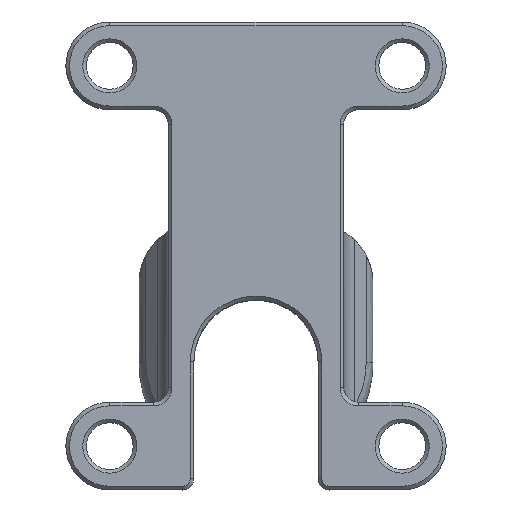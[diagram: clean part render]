
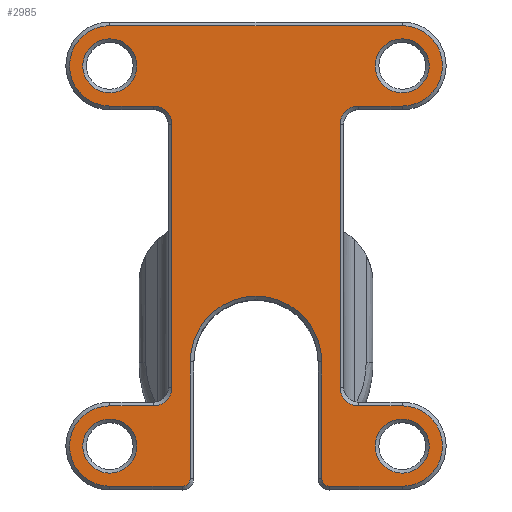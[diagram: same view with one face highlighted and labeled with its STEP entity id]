
A CAD part, top view. The second image highlights one B-rep face of the part: STEP entity #2985.
In plain terms, the highlighted planar face has unit normal (0, 0, 1).
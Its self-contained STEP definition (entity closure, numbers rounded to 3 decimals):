
#219=FACE_BOUND('',#472,.T.);
#220=FACE_BOUND('',#473,.T.);
#221=FACE_BOUND('',#474,.T.);
#222=FACE_BOUND('',#475,.T.);
#232=PLANE('',#3186);
#288=FACE_OUTER_BOUND('',#471,.T.);
#471=EDGE_LOOP('',(#2036,#2037,#2038,#2039,#2040,#2041,#2042,#2043,#2044,
#2045,#2046,#2047,#2048,#2049,#2050,#2051,#2052,#2053,#2054,#2055,#2056,
#2057));
#472=EDGE_LOOP('',(#2058));
#473=EDGE_LOOP('',(#2059));
#474=EDGE_LOOP('',(#2060));
#475=EDGE_LOOP('',(#2061));
#667=LINE('',#4488,#892);
#668=LINE('',#4492,#893);
#669=LINE('',#4496,#894);
#670=LINE('',#4500,#895);
#671=LINE('',#4504,#896);
#672=LINE('',#4508,#897);
#673=LINE('',#4512,#898);
#674=LINE('',#4516,#899);
#675=LINE('',#4520,#900);
#676=LINE('',#4524,#901);
#677=LINE('',#4527,#902);
#892=VECTOR('',#3553,10.);
#893=VECTOR('',#3556,10.);
#894=VECTOR('',#3559,10.);
#895=VECTOR('',#3562,10.);
#896=VECTOR('',#3565,10.);
#897=VECTOR('',#3568,10.);
#898=VECTOR('',#3571,10.);
#899=VECTOR('',#3574,10.);
#900=VECTOR('',#3577,10.);
#901=VECTOR('',#3580,10.);
#902=VECTOR('',#3583,10.);
#1116=CIRCLE('',#3183,1.85);
#1119=CIRCLE('',#3187,1.25);
#1120=CIRCLE('',#3188,2.75);
#1121=CIRCLE('',#3189,2.75);
#1122=CIRCLE('',#3190,1.25);
#1123=CIRCLE('',#3191,1.25);
#1124=CIRCLE('',#3192,2.75);
#1125=CIRCLE('',#3193,0.55);
#1126=CIRCLE('',#3194,4.5);
#1127=CIRCLE('',#3195,0.55);
#1128=CIRCLE('',#3196,2.75);
#1129=CIRCLE('',#3197,1.25);
#1130=CIRCLE('',#3198,1.85);
#1131=CIRCLE('',#3199,1.85);
#1132=CIRCLE('',#3200,1.85);
#1277=VERTEX_POINT('',#4476);
#1280=VERTEX_POINT('',#4484);
#1281=VERTEX_POINT('',#4485);
#1282=VERTEX_POINT('',#4487);
#1283=VERTEX_POINT('',#4489);
#1284=VERTEX_POINT('',#4491);
#1285=VERTEX_POINT('',#4493);
#1286=VERTEX_POINT('',#4495);
#1287=VERTEX_POINT('',#4497);
#1288=VERTEX_POINT('',#4499);
#1289=VERTEX_POINT('',#4501);
#1290=VERTEX_POINT('',#4503);
#1291=VERTEX_POINT('',#4505);
#1292=VERTEX_POINT('',#4507);
#1293=VERTEX_POINT('',#4509);
#1294=VERTEX_POINT('',#4511);
#1295=VERTEX_POINT('',#4513);
#1296=VERTEX_POINT('',#4515);
#1297=VERTEX_POINT('',#4517);
#1298=VERTEX_POINT('',#4519);
#1299=VERTEX_POINT('',#4521);
#1300=VERTEX_POINT('',#4523);
#1301=VERTEX_POINT('',#4525);
#1302=VERTEX_POINT('',#4528);
#1303=VERTEX_POINT('',#4530);
#1304=VERTEX_POINT('',#4532);
#1562=EDGE_CURVE('',#1277,#1277,#1116,.T.);
#1566=EDGE_CURVE('',#1280,#1281,#1119,.T.);
#1567=EDGE_CURVE('',#1282,#1280,#667,.T.);
#1568=EDGE_CURVE('',#1283,#1282,#1120,.T.);
#1569=EDGE_CURVE('',#1284,#1283,#668,.T.);
#1570=EDGE_CURVE('',#1285,#1284,#1121,.T.);
#1571=EDGE_CURVE('',#1286,#1285,#669,.T.);
#1572=EDGE_CURVE('',#1287,#1286,#1122,.T.);
#1573=EDGE_CURVE('',#1288,#1287,#670,.T.);
#1574=EDGE_CURVE('',#1289,#1288,#1123,.T.);
#1575=EDGE_CURVE('',#1290,#1289,#671,.T.);
#1576=EDGE_CURVE('',#1291,#1290,#1124,.T.);
#1577=EDGE_CURVE('',#1292,#1291,#672,.T.);
#1578=EDGE_CURVE('',#1293,#1292,#1125,.T.);
#1579=EDGE_CURVE('',#1294,#1293,#673,.T.);
#1580=EDGE_CURVE('',#1295,#1294,#1126,.T.);
#1581=EDGE_CURVE('',#1296,#1295,#674,.T.);
#1582=EDGE_CURVE('',#1297,#1296,#1127,.T.);
#1583=EDGE_CURVE('',#1298,#1297,#675,.T.);
#1584=EDGE_CURVE('',#1299,#1298,#1128,.T.);
#1585=EDGE_CURVE('',#1300,#1299,#676,.T.);
#1586=EDGE_CURVE('',#1301,#1300,#1129,.T.);
#1587=EDGE_CURVE('',#1281,#1301,#677,.T.);
#1588=EDGE_CURVE('',#1302,#1302,#1130,.T.);
#1589=EDGE_CURVE('',#1303,#1303,#1131,.T.);
#1590=EDGE_CURVE('',#1304,#1304,#1132,.T.);
#2036=ORIENTED_EDGE('',*,*,#1566,.F.);
#2037=ORIENTED_EDGE('',*,*,#1567,.F.);
#2038=ORIENTED_EDGE('',*,*,#1568,.F.);
#2039=ORIENTED_EDGE('',*,*,#1569,.F.);
#2040=ORIENTED_EDGE('',*,*,#1570,.F.);
#2041=ORIENTED_EDGE('',*,*,#1571,.F.);
#2042=ORIENTED_EDGE('',*,*,#1572,.F.);
#2043=ORIENTED_EDGE('',*,*,#1573,.F.);
#2044=ORIENTED_EDGE('',*,*,#1574,.F.);
#2045=ORIENTED_EDGE('',*,*,#1575,.F.);
#2046=ORIENTED_EDGE('',*,*,#1576,.F.);
#2047=ORIENTED_EDGE('',*,*,#1577,.F.);
#2048=ORIENTED_EDGE('',*,*,#1578,.F.);
#2049=ORIENTED_EDGE('',*,*,#1579,.F.);
#2050=ORIENTED_EDGE('',*,*,#1580,.F.);
#2051=ORIENTED_EDGE('',*,*,#1581,.F.);
#2052=ORIENTED_EDGE('',*,*,#1582,.F.);
#2053=ORIENTED_EDGE('',*,*,#1583,.F.);
#2054=ORIENTED_EDGE('',*,*,#1584,.F.);
#2055=ORIENTED_EDGE('',*,*,#1585,.F.);
#2056=ORIENTED_EDGE('',*,*,#1586,.F.);
#2057=ORIENTED_EDGE('',*,*,#1587,.F.);
#2058=ORIENTED_EDGE('',*,*,#1588,.F.);
#2059=ORIENTED_EDGE('',*,*,#1589,.F.);
#2060=ORIENTED_EDGE('',*,*,#1590,.F.);
#2061=ORIENTED_EDGE('',*,*,#1562,.F.);
#2985=ADVANCED_FACE('',(#288,#219,#220,#221,#222),#232,.T.);
#3183=AXIS2_PLACEMENT_3D('',#4477,#3542,#3543);
#3186=AXIS2_PLACEMENT_3D('',#4483,#3549,#3550);
#3187=AXIS2_PLACEMENT_3D('',#4486,#3551,#3552);
#3188=AXIS2_PLACEMENT_3D('',#4490,#3554,#3555);
#3189=AXIS2_PLACEMENT_3D('',#4494,#3557,#3558);
#3190=AXIS2_PLACEMENT_3D('',#4498,#3560,#3561);
#3191=AXIS2_PLACEMENT_3D('',#4502,#3563,#3564);
#3192=AXIS2_PLACEMENT_3D('',#4506,#3566,#3567);
#3193=AXIS2_PLACEMENT_3D('',#4510,#3569,#3570);
#3194=AXIS2_PLACEMENT_3D('',#4514,#3572,#3573);
#3195=AXIS2_PLACEMENT_3D('',#4518,#3575,#3576);
#3196=AXIS2_PLACEMENT_3D('',#4522,#3578,#3579);
#3197=AXIS2_PLACEMENT_3D('',#4526,#3581,#3582);
#3198=AXIS2_PLACEMENT_3D('',#4529,#3584,#3585);
#3199=AXIS2_PLACEMENT_3D('',#4531,#3586,#3587);
#3200=AXIS2_PLACEMENT_3D('',#4533,#3588,#3589);
#3542=DIRECTION('center_axis',(0.,0.,1.));
#3543=DIRECTION('ref_axis',(-1.,0.,0.));
#3549=DIRECTION('center_axis',(0.,0.,1.));
#3550=DIRECTION('ref_axis',(-1.,0.,0.));
#3551=DIRECTION('center_axis',(0.,0.,1.));
#3552=DIRECTION('ref_axis',(-0.707,0.707,0.));
#3553=DIRECTION('',(-1.,0.,0.));
#3554=DIRECTION('center_axis',(0.,0.,-1.));
#3555=DIRECTION('ref_axis',(0.,1.,0.));
#3556=DIRECTION('',(1.,0.,0.));
#3557=DIRECTION('center_axis',(0.,0.,-1.));
#3558=DIRECTION('ref_axis',(0.,-1.,0.));
#3559=DIRECTION('',(-1.,0.,0.));
#3560=DIRECTION('center_axis',(0.,0.,1.));
#3561=DIRECTION('ref_axis',(0.707,0.707,0.));
#3562=DIRECTION('',(0.,1.,0.));
#3563=DIRECTION('center_axis',(0.,0.,1.));
#3564=DIRECTION('ref_axis',(0.707,-0.707,0.));
#3565=DIRECTION('',(1.,0.,0.));
#3566=DIRECTION('center_axis',(0.,0.,-1.));
#3567=DIRECTION('ref_axis',(-1.,0.,0.));
#3568=DIRECTION('',(-1.,0.,0.));
#3569=DIRECTION('center_axis',(0.,0.,-1.));
#3570=DIRECTION('ref_axis',(0.707,-0.707,0.));
#3571=DIRECTION('',(0.,-1.,0.));
#3572=DIRECTION('center_axis',(0.,0.,1.));
#3573=DIRECTION('ref_axis',(1.,0.,0.));
#3574=DIRECTION('',(0.,1.,0.));
#3575=DIRECTION('center_axis',(0.,0.,-1.));
#3576=DIRECTION('ref_axis',(-0.707,-0.707,0.));
#3577=DIRECTION('',(-1.,0.,0.));
#3578=DIRECTION('center_axis',(0.,0.,-1.));
#3579=DIRECTION('ref_axis',(1.,0.,0.));
#3580=DIRECTION('',(1.,0.,0.));
#3581=DIRECTION('center_axis',(0.,0.,1.));
#3582=DIRECTION('ref_axis',(-0.707,-0.707,0.));
#3583=DIRECTION('',(0.,-1.,0.));
#3584=DIRECTION('center_axis',(0.,0.,1.));
#3585=DIRECTION('ref_axis',(1.,0.,0.));
#3586=DIRECTION('center_axis',(0.,0.,1.));
#3587=DIRECTION('ref_axis',(1.,0.,0.));
#3588=DIRECTION('center_axis',(0.,0.,1.));
#3589=DIRECTION('ref_axis',(1.,0.,0.));
#4476=CARTESIAN_POINT('',(11.85,-13.,3.));
#4477=CARTESIAN_POINT('Origin',(10.,-13.,3.));
#4483=CARTESIAN_POINT('Origin',(1.79,-14.662,3.));
#4484=CARTESIAN_POINT('',(7.,10.25,3.));
#4485=CARTESIAN_POINT('',(5.75,9.,3.));
#4486=CARTESIAN_POINT('Origin',(7.,9.,3.));
#4487=CARTESIAN_POINT('',(10.,10.25,3.));
#4488=CARTESIAN_POINT('',(3.895,10.25,3.));
#4489=CARTESIAN_POINT('',(10.,15.75,3.));
#4490=CARTESIAN_POINT('Origin',(10.,13.,3.));
#4491=CARTESIAN_POINT('',(-10.,15.75,3.));
#4492=CARTESIAN_POINT('',(5.895,15.75,3.));
#4493=CARTESIAN_POINT('',(-10.,10.25,3.));
#4494=CARTESIAN_POINT('Origin',(-10.,13.,3.));
#4495=CARTESIAN_POINT('',(-7.,10.25,3.));
#4496=CARTESIAN_POINT('',(-4.105,10.25,3.));
#4497=CARTESIAN_POINT('',(-5.75,9.,3.));
#4498=CARTESIAN_POINT('Origin',(-7.,9.,3.));
#4499=CARTESIAN_POINT('',(-5.75,-9.,3.));
#4500=CARTESIAN_POINT('',(-5.75,-10.956,3.));
#4501=CARTESIAN_POINT('',(-7.,-10.25,3.));
#4502=CARTESIAN_POINT('Origin',(-7.,-9.,3.));
#4503=CARTESIAN_POINT('',(-10.,-10.25,3.));
#4504=CARTESIAN_POINT('',(5.895,-10.25,3.));
#4505=CARTESIAN_POINT('',(-10.,-15.75,3.));
#4506=CARTESIAN_POINT('Origin',(-10.,-13.,3.));
#4507=CARTESIAN_POINT('',(-5.05,-15.75,3.));
#4508=CARTESIAN_POINT('',(-4.105,-15.75,3.));
#4509=CARTESIAN_POINT('',(-4.5,-15.2,3.));
#4510=CARTESIAN_POINT('Origin',(-5.05,-15.2,3.));
#4511=CARTESIAN_POINT('',(-4.5,-7.25,3.));
#4512=CARTESIAN_POINT('',(-4.5,-10.956,3.));
#4513=CARTESIAN_POINT('',(4.5,-7.25,3.));
#4514=CARTESIAN_POINT('Origin',(0.,-7.25,3.));
#4515=CARTESIAN_POINT('',(4.5,-15.2,3.));
#4516=CARTESIAN_POINT('',(4.5,-15.331,3.));
#4517=CARTESIAN_POINT('',(5.05,-15.75,3.));
#4518=CARTESIAN_POINT('Origin',(5.05,-15.2,3.));
#4519=CARTESIAN_POINT('',(10.,-15.75,3.));
#4520=CARTESIAN_POINT('',(3.395,-15.75,3.));
#4521=CARTESIAN_POINT('',(10.,-10.25,3.));
#4522=CARTESIAN_POINT('Origin',(10.,-13.,3.));
#4523=CARTESIAN_POINT('',(7.,-10.25,3.));
#4524=CARTESIAN_POINT('',(5.895,-10.25,3.));
#4525=CARTESIAN_POINT('',(5.75,-9.,3.));
#4526=CARTESIAN_POINT('Origin',(7.,-9.,3.));
#4527=CARTESIAN_POINT('',(5.75,-12.331,3.));
#4528=CARTESIAN_POINT('',(-11.85,-13.,3.));
#4529=CARTESIAN_POINT('Origin',(-10.,-13.,3.));
#4530=CARTESIAN_POINT('',(-11.85,13.,3.));
#4531=CARTESIAN_POINT('Origin',(-10.,13.,3.));
#4532=CARTESIAN_POINT('',(8.15,13.,3.));
#4533=CARTESIAN_POINT('Origin',(10.,13.,3.));
